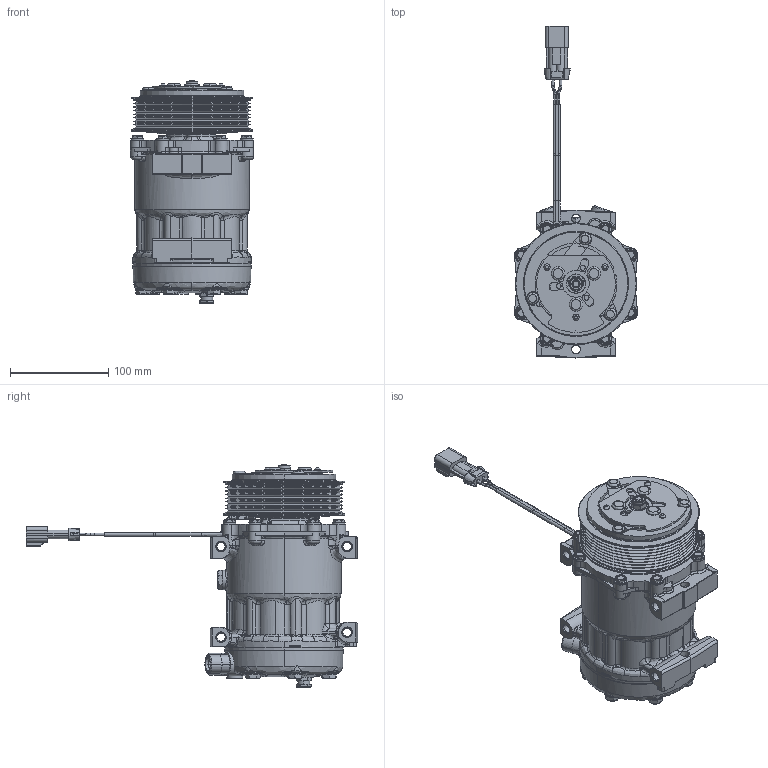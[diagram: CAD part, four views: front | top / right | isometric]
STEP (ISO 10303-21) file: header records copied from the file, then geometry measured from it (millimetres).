
FILE_DESCRIPTION (( 'STEP AP203' ), '1' );
FILE_NAME ('4822_rev_f.STEP', '2008-10-10T18:50:48', ( '' ), ( '' ), 'SwSTEP 2.0', 'SolidWorks 2007', '' );
FILE_SCHEMA (( 'CONFIG_CONTROL_DESIGN' ));
Length unit declared in the file: millimetre
Products named in the file (1): 4822_rev_f
Bounding box: 125 x 336.91 x 225.92 mm (x, y, z)
Volume: 2192493.1 mm3; surface area: 260263 mm2
Topology: 1 solids, 7 shells, 2753 faces, 7282 edges, 4548 vertices
Faces by surface type: cylinder 792, bspline 774, plane 749, cone 358, torus 80
Entity records: 170541 total; most frequent: CARTESIAN_POINT 109883, ORIENTED_EDGE 14464, DIRECTION 10288, EDGE_CURVE 7232, VERTEX_POINT 4548, AXIS2_PLACEMENT_3D 4046, EDGE_LOOP 2910, B_SPLINE_CURVE_WITH_KNOTS 2769
